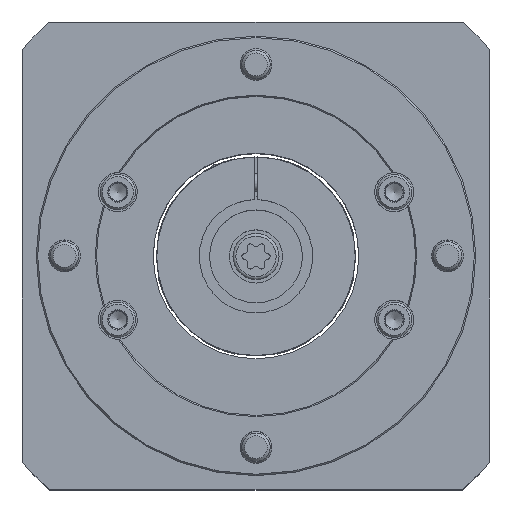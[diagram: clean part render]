
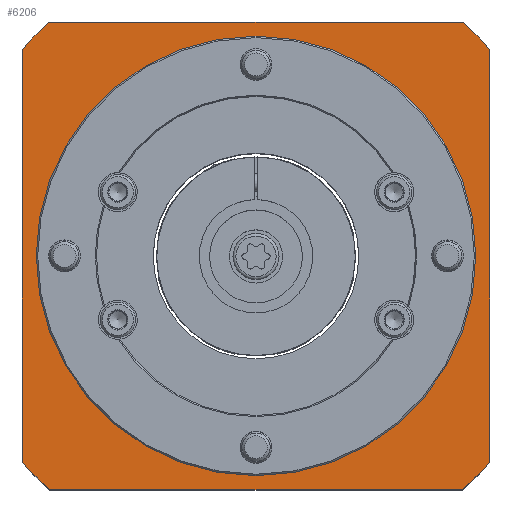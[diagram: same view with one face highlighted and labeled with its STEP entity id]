
A CAD part, top view. The second image highlights one B-rep face of the part: STEP entity #6206.
In plain terms, the highlighted planar face has unit normal (0, 0, 1).
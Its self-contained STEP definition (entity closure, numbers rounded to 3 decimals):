
#349=CIRCLE('',#8027,62.);
#350=CIRCLE('',#8028,88.);
#351=CIRCLE('',#8029,88.);
#352=CIRCLE('',#8030,88.);
#353=CIRCLE('',#8031,88.);
#1137=ORIENTED_EDGE('',*,*,#2702,.T.);
#1138=ORIENTED_EDGE('',*,*,#2703,.T.);
#1139=ORIENTED_EDGE('',*,*,#2704,.T.);
#1140=ORIENTED_EDGE('',*,*,#2705,.T.);
#1141=ORIENTED_EDGE('',*,*,#2706,.T.);
#1142=ORIENTED_EDGE('',*,*,#2707,.T.);
#1143=ORIENTED_EDGE('',*,*,#2708,.T.);
#1144=ORIENTED_EDGE('',*,*,#2709,.T.);
#1145=ORIENTED_EDGE('',*,*,#2710,.T.);
#2702=EDGE_CURVE('',#3530,#3530,#349,.T.);
#2703=EDGE_CURVE('',#3531,#3532,#4044,.T.);
#2704=EDGE_CURVE('',#3532,#3533,#350,.T.);
#2705=EDGE_CURVE('',#3533,#3534,#4045,.T.);
#2706=EDGE_CURVE('',#3534,#3535,#351,.T.);
#2707=EDGE_CURVE('',#3535,#3536,#4046,.T.);
#2708=EDGE_CURVE('',#3536,#3537,#352,.T.);
#2709=EDGE_CURVE('',#3537,#3538,#4047,.T.);
#2710=EDGE_CURVE('',#3538,#3531,#353,.T.);
#3530=VERTEX_POINT('',#11128);
#3531=VERTEX_POINT('',#11130);
#3532=VERTEX_POINT('',#11131);
#3533=VERTEX_POINT('',#11133);
#3534=VERTEX_POINT('',#11135);
#3535=VERTEX_POINT('',#11137);
#3536=VERTEX_POINT('',#11139);
#3537=VERTEX_POINT('',#11141);
#3538=VERTEX_POINT('',#11143);
#4044=LINE('',#11129,#4471);
#4045=LINE('',#11134,#4472);
#4046=LINE('',#11138,#4473);
#4047=LINE('',#11142,#4474);
#4471=VECTOR('',#9130,1000.);
#4472=VECTOR('',#9133,1000.);
#4473=VECTOR('',#9136,1000.);
#4474=VECTOR('',#9139,1000.);
#5014=EDGE_LOOP('',(#1137));
#5015=EDGE_LOOP('',(#1138,#1139,#1140,#1141,#1142,#1143,#1144,#1145));
#5566=FACE_BOUND('',#5014,.T.);
#5567=FACE_BOUND('',#5015,.T.);
#5964=PLANE('',#8026);
#6206=ADVANCED_FACE('',(#5566,#5567),#5964,.T.);
#8026=AXIS2_PLACEMENT_3D('',#11126,#9126,#9127);
#8027=AXIS2_PLACEMENT_3D('',#11127,#9128,#9129);
#8028=AXIS2_PLACEMENT_3D('',#11132,#9131,#9132);
#8029=AXIS2_PLACEMENT_3D('',#11136,#9134,#9135);
#8030=AXIS2_PLACEMENT_3D('',#11140,#9137,#9138);
#8031=AXIS2_PLACEMENT_3D('',#11144,#9140,#9141);
#9126=DIRECTION('',(0.,0.,1.));
#9127=DIRECTION('',(1.,0.,0.));
#9128=DIRECTION('',(0.,0.,-1.));
#9129=DIRECTION('',(-1.,0.,0.));
#9130=DIRECTION('',(0.,-1.,0.));
#9131=DIRECTION('',(0.,0.,1.));
#9132=DIRECTION('',(1.,0.,0.));
#9133=DIRECTION('',(1.,0.,0.));
#9134=DIRECTION('',(0.,0.,1.));
#9135=DIRECTION('',(1.,0.,0.));
#9136=DIRECTION('',(0.,1.,0.));
#9137=DIRECTION('',(0.,0.,1.));
#9138=DIRECTION('',(1.,0.,0.));
#9139=DIRECTION('',(-1.,0.,0.));
#9140=DIRECTION('',(0.,0.,1.));
#9141=DIRECTION('',(1.,0.,0.));
#11126=CARTESIAN_POINT('',(0.,132.,27.8));
#11127=CARTESIAN_POINT('',(0.,0.,27.8));
#11128=CARTESIAN_POINT('',(-62.,0.,27.8));
#11129=CARTESIAN_POINT('',(-66.,58.207,27.8));
#11130=CARTESIAN_POINT('',(-66.,58.207,27.8));
#11131=CARTESIAN_POINT('',(-66.,-58.207,27.8));
#11132=CARTESIAN_POINT('',(0.,0.,
27.8));
#11133=CARTESIAN_POINT('',(-58.207,-66.,27.8));
#11134=CARTESIAN_POINT('',(-58.207,-66.,27.8));
#11135=CARTESIAN_POINT('',(58.207,-66.,27.8));
#11136=CARTESIAN_POINT('',(0.,0.,27.8));
#11137=CARTESIAN_POINT('',(66.,-58.207,27.8));
#11138=CARTESIAN_POINT('',(66.,-58.207,27.8));
#11139=CARTESIAN_POINT('',(66.,58.207,27.8));
#11140=CARTESIAN_POINT('',(0.,0.,27.8));
#11141=CARTESIAN_POINT('',(58.207,66.,27.8));
#11142=CARTESIAN_POINT('',(58.207,66.,27.8));
#11143=CARTESIAN_POINT('',(-58.207,66.,27.8));
#11144=CARTESIAN_POINT('',(0.,0.,27.8));
